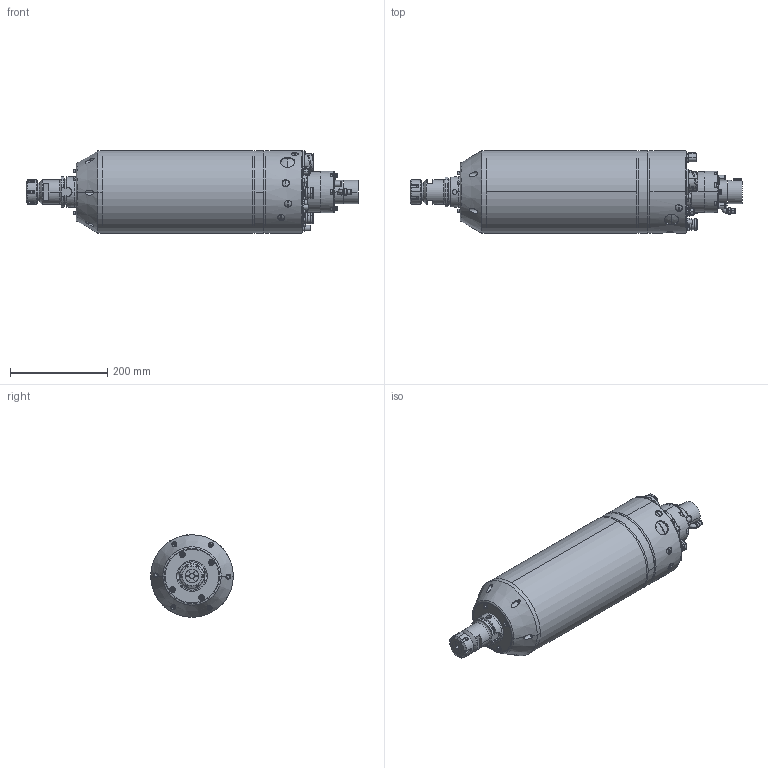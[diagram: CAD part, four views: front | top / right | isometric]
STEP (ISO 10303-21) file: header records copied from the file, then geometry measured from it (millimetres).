
FILE_DESCRIPTION (( 'STEP AP203' ), '1' );
FILE_NAME ('170AI20HKW-01-.STEP', '2010-12-07T10:34:16', ( 'IBAGCAD_7' ), ( 'IBAG Switzerland AG' ), 'SwSTEP 2.0', 'SolidWorks 2010', '' );
FILE_SCHEMA (( 'CONFIG_CONTROL_DESIGN' ));
Length unit declared in the file: millimetre
Products named in the file (1): 170AI20HKW-01-
Bounding box: 683.64 x 170 x 170.1 mm (x, y, z)
Surface area: 437905.8 mm2 (no closed solid volume)
Topology: 0 solids, 132 shells, 1259 faces, 3798 edges, 2660 vertices
Faces by surface type: plane 509, cylinder 502, torus 105, cone 92, sphere 30, bspline 21
Entity records: 46164 total; most frequent: CARTESIAN_POINT 11729, DIRECTION 7741, ORIENTED_EDGE 6053, EDGE_CURVE 3722, AXIS2_PLACEMENT_3D 2999, VERTEX_POINT 2640, CIRCLE 1760, LINE 1743
